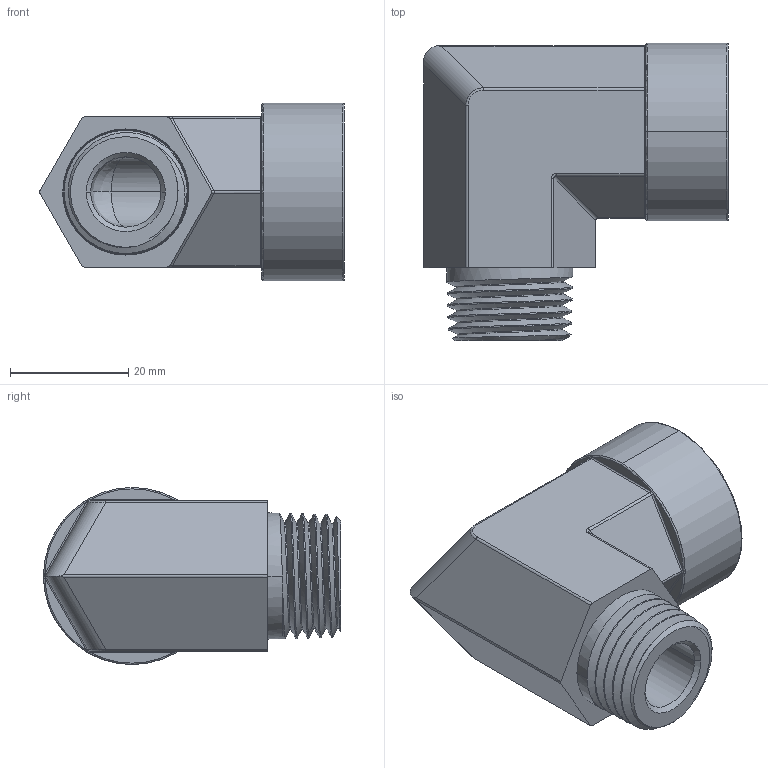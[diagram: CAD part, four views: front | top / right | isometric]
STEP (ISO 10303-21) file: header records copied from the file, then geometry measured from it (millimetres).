
FILE_DESCRIPTION((''),'2;1');
FILE_NAME('001_H-SLC_MASTER','2025-07-07T15:39:29',('Administrator'),(''),'CREO PARAMETRIC BY PTC INC, 2020414','CREO PARAMETRIC BY PTC INC, 2020414','');
FILE_SCHEMA(('AUTOMOTIVE_DESIGN { 1 0 10303 214 1 1 1 1 }'));
Length unit declared in the file: millimetre
Products named in the file (1): 001_H-SLC_MASTER
Bounding box: 51.59 x 50.3 x 30 mm (x, y, z)
Volume: 28611.1 mm3; surface area: 11497 mm2
Topology: 1 solids, 1 shells, 125 faces, 319 edges, 209 vertices
Faces by surface type: cylinder 31, bspline 28, plane 25, cone 25, torus 16
Entity records: 17193 total; most frequent: CARTESIAN_POINT 13298, ORIENTED_EDGE 618, DIRECTION 503, PRESENTATION_STYLE_ASSIGNMENT 321, STYLED_ITEM 321, CURVE_STYLE 320, EDGE_CURVE 309, AXIS2_PLACEMENT_3D 196
